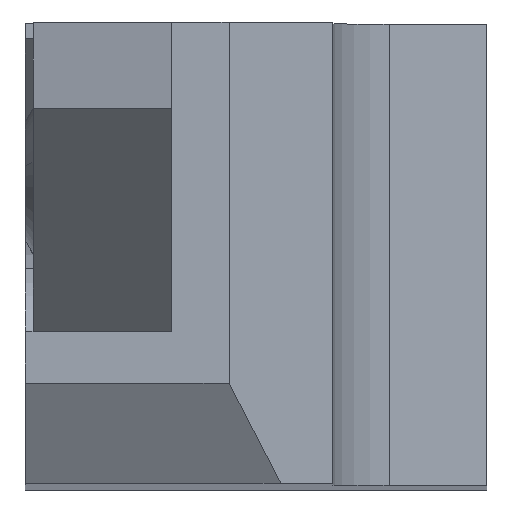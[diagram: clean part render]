
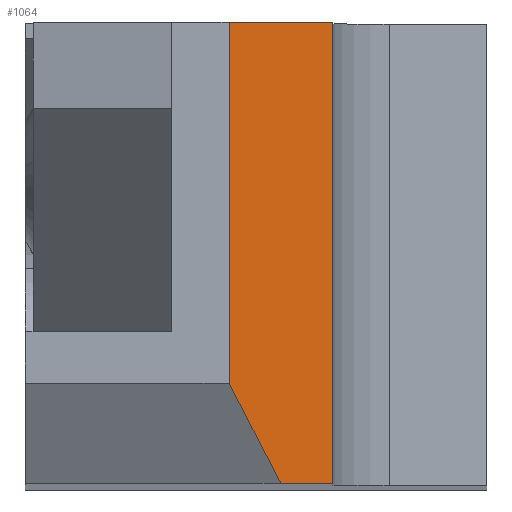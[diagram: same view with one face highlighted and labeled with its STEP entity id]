
A CAD part, top view. The second image highlights one B-rep face of the part: STEP entity #1064.
In plain terms, the highlighted planar face has unit normal (0.743, 0, 0.669).
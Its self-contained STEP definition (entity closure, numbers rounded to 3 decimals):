
#15 = ORIENTED_EDGE ( 'NONE', *, *, #1589, .T. ) ;
#44 = PLANE ( 'NONE',  #728 ) ;
#75 = VECTOR ( 'NONE', #1230, 1000. ) ;
#115 = ORIENTED_EDGE ( 'NONE', *, *, #1386, .T. ) ;
#178 = VERTEX_POINT ( 'NONE', #1241 ) ;
#188 = CARTESIAN_POINT ( 'NONE',  ( 17.3, 138.787, 0. ) ) ;
#211 = VECTOR ( 'NONE', #1023, 1000. ) ;
#274 = VERTEX_POINT ( 'NONE', #1005 ) ;
#320 = ORIENTED_EDGE ( 'NONE', *, *, #563, .T. ) ;
#382 = FACE_OUTER_BOUND ( 'NONE', #1189, .T. ) ;
#406 = VECTOR ( 'NONE', #448, 1000. ) ;
#448 = DIRECTION ( 'NONE',  ( 0., 1., 0. ) ) ;
#563 = EDGE_CURVE ( 'NONE', #274, #1048, #592, .T. ) ;
#583 = VECTOR ( 'NONE', #1571, 1000. ) ;
#592 = LINE ( 'NONE', #1284, #211 ) ;
#596 = CARTESIAN_POINT ( 'NONE',  ( 17.3, 2.6, 0. ) ) ;
#610 = DIRECTION ( 'NONE',  ( -0.411, 0.79, 0.456 ) ) ;
#696 = CARTESIAN_POINT ( 'NONE',  ( 18.652, 0., -1.501 ) ) ;
#728 = AXIS2_PLACEMENT_3D ( 'NONE', #188, #1346, #1335 ) ;
#748 = CARTESIAN_POINT ( 'NONE',  ( 70.026, 0., -58.558 ) ) ;
#769 = LINE ( 'NONE', #869, #406 ) ;
#869 = CARTESIAN_POINT ( 'NONE',  ( 20., 0., -2.999 ) ) ;
#949 = CARTESIAN_POINT ( 'NONE',  ( 70.026, 12., -58.558 ) ) ;
#1005 = CARTESIAN_POINT ( 'NONE',  ( 17.3, 12., 0. ) ) ;
#1023 = DIRECTION ( 'NONE',  ( 0., -1., 0. ) ) ;
#1048 = VERTEX_POINT ( 'NONE', #596 ) ;
#1064 = ADVANCED_FACE ( 'NONE', ( #382 ), #44, .T. ) ;
#1068 = VECTOR ( 'NONE', #610, 1000. ) ;
#1110 = CARTESIAN_POINT ( 'NONE',  ( -5.76, 46.96, 25.611 ) ) ;
#1189 = EDGE_LOOP ( 'NONE', ( #1283, #115, #320, #1476, #15 ) ) ;
#1194 = VERTEX_POINT ( 'NONE', #696 ) ;
#1230 = DIRECTION ( 'NONE',  ( -0.669, 0., 0.743 ) ) ;
#1241 = CARTESIAN_POINT ( 'NONE',  ( 20., 12., -2.999 ) ) ;
#1244 = CARTESIAN_POINT ( 'NONE',  ( 20., 0., -2.999 ) ) ;
#1283 = ORIENTED_EDGE ( 'NONE', *, *, #1408, .T. ) ;
#1284 = CARTESIAN_POINT ( 'NONE',  ( 17.3, 138.787, 0. ) ) ;
#1335 = DIRECTION ( 'NONE',  ( -0.669, 0., 0.743 ) ) ;
#1346 = DIRECTION ( 'NONE',  ( 0.743, 0., 0.669 ) ) ;
#1386 = EDGE_CURVE ( 'NONE', #178, #274, #1504, .T. ) ;
#1408 = EDGE_CURVE ( 'NONE', #1437, #178, #769, .T. ) ;
#1422 = LINE ( 'NONE', #1110, #1068 ) ;
#1433 = EDGE_CURVE ( 'NONE', #1194, #1048, #1422, .T. ) ;
#1437 = VERTEX_POINT ( 'NONE', #1244 ) ;
#1476 = ORIENTED_EDGE ( 'NONE', *, *, #1433, .F. ) ;
#1504 = LINE ( 'NONE', #949, #75 ) ;
#1571 = DIRECTION ( 'NONE',  ( 0.669, 0., -0.743 ) ) ;
#1589 = EDGE_CURVE ( 'NONE', #1194, #1437, #1613, .T. ) ;
#1613 = LINE ( 'NONE', #748, #583 ) ;
